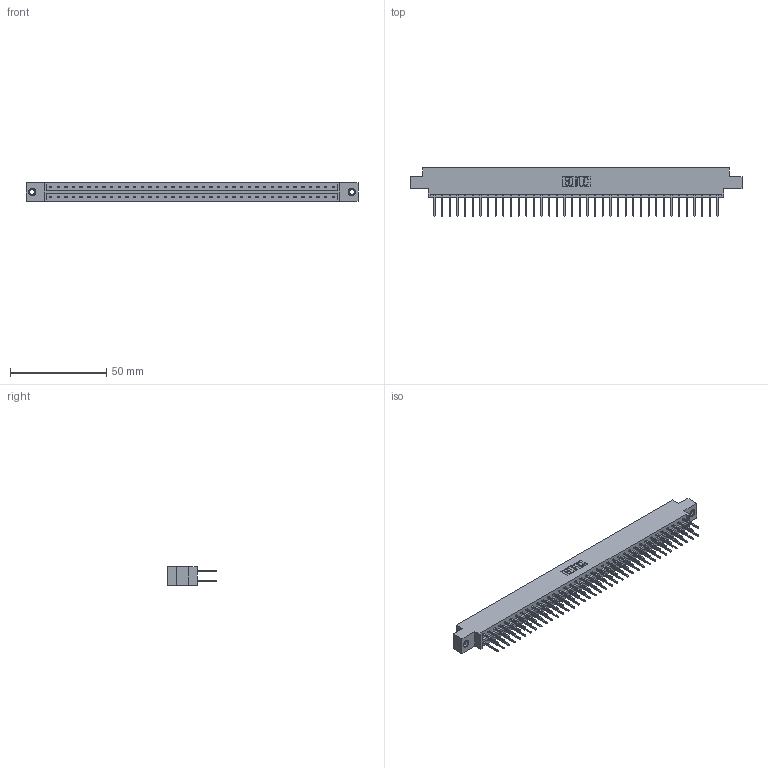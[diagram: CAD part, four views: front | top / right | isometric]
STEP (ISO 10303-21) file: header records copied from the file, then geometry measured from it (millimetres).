
FILE_DESCRIPTION (( 'STEP AP203' ), '1' );
FILE_NAME ('333-076-523-807.STEP', '2018-08-04T22:51:34', ( '' ), ( '' ), 'SwSTEP 2.0', 'SolidWorks 2016', '' );
FILE_SCHEMA (( 'CONFIG_CONTROL_DESIGN' ));
Length unit declared in the file: inch
Products named in the file (4): 333 Part_Offset - .156 Dia - TI; 345-292-001_345-293-123; 345-250-001_345-250-005-103; 333-076-523-807
Assembly tree (79 placements, depth 2):
  333-076-523-807
    333 Part_Offset - .156 Dia - TI
    345-292-001_345-293-123  x76
    345-250-001_345-250-005-103  x2
Bounding box: 172.11 x 25.15 x 9.4 mm (x, y, z)
Volume: 17448.6 mm3; surface area: 21577.8 mm2
Topology: 79 solids, 79 shells, 4130 faces, 12239 edges, 8050 vertices
Faces by surface type: plane 2842, cylinder 1272, cone 12, torus 4
Entity records: 26300 total; most frequent: CARTESIAN_POINT 4349, ORIENTED_EDGE 4278, DIRECTION 3753, EDGE_CURVE 2139, LINE 1991, VECTOR 1991, VERTEX_POINT 1420, AXIS2_PLACEMENT_3D 881
